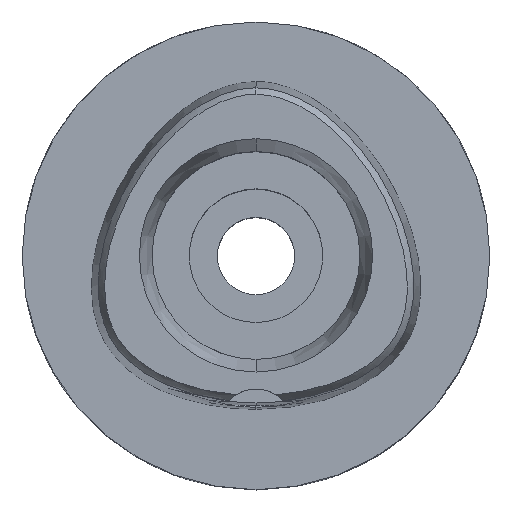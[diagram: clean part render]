
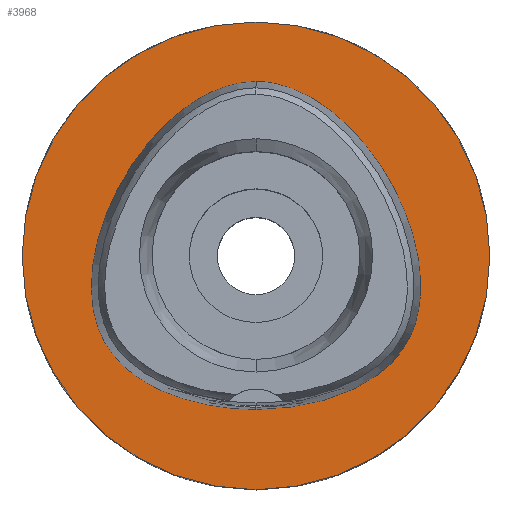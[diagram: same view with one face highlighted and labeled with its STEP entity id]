
A CAD part, top view. The second image highlights one B-rep face of the part: STEP entity #3968.
In plain terms, the highlighted planar face has unit normal (0, 0, 1).
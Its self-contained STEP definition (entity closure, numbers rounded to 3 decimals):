
#9 = VERTEX_POINT ( 'NONE', #2866 ) ;
#31 = AXIS2_PLACEMENT_3D ( 'NONE', #2829, #2016, #115 ) ;
#85 = DIRECTION ( 'NONE',  ( 0., 0., -1. ) ) ;
#89 = CARTESIAN_POINT ( 'NONE',  ( 0., -20.675, 0. ) ) ;
#98 = EDGE_LOOP ( 'NONE', ( #3876, #235 ) ) ;
#115 = DIRECTION ( 'NONE',  ( 0., -1., 0. ) ) ;
#136 = CARTESIAN_POINT ( 'NONE',  ( -22.057, -6.848, 0. ) ) ;
#160 = CARTESIAN_POINT ( 'NONE',  ( -2.565, 23.293, 0. ) ) ;
#194 = CARTESIAN_POINT ( 'NONE',  ( 14.408, 15.641, 0. ) ) ;
#216 = CARTESIAN_POINT ( 'NONE',  ( 19.649, -12.825, 0. ) ) ;
#235 = ORIENTED_EDGE ( 'NONE', *, *, #3842, .F. ) ;
#297 = EDGE_CURVE ( 'NONE', #9, #627, #1246, .T. ) ;
#439 = DIRECTION ( 'NONE',  ( 0., 1., 0. ) ) ;
#506 = CARTESIAN_POINT ( 'NONE',  ( -20.749, 4.657, 0. ) ) ;
#594 = CARTESIAN_POINT ( 'NONE',  ( 0., -20.675, 0. ) ) ;
#627 = VERTEX_POINT ( 'NONE', #2481 ) ;
#641 = CARTESIAN_POINT ( 'NONE',  ( 20.749, 4.657, 0. ) ) ;
#663 = EDGE_CURVE ( 'NONE', #627, #9, #2689, .T. ) ;
#904 = PLANE ( 'NONE',  #31 ) ;
#917 = CARTESIAN_POINT ( 'NONE',  ( -5.098, 22.526, 0. ) ) ;
#949 = CARTESIAN_POINT ( 'NONE',  ( -6.341, -20.298, 0. ) ) ;
#963 = CARTESIAN_POINT ( 'NONE',  ( 22.245, -4.1, 0. ) ) ;
#979 = CARTESIAN_POINT ( 'NONE',  ( 0.855, 23.475, 0. ) ) ;
#985 = CARTESIAN_POINT ( 'NONE',  ( -14.408, 15.641, 0. ) ) ;
#1026 = CARTESIAN_POINT ( 'NONE',  ( 18.568, -14.169, 0. ) ) ;
#1061 = EDGE_CURVE ( 'NONE', #2338, #3992, #2026, .T. ) ;
#1246 = CIRCLE ( 'NONE', #4455, 31.5 ) ;
#1287 = CARTESIAN_POINT ( 'NONE',  ( -18.568, -14.169, 0. ) ) ;
#1305 = CARTESIAN_POINT ( 'NONE',  ( -19.649, -12.825, 0. ) ) ;
#1311 = ORIENTED_EDGE ( 'NONE', *, *, #663, .F. ) ;
#1348 = CARTESIAN_POINT ( 'NONE',  ( 10.746, 19.174, 0. ) ) ;
#1441 = CARTESIAN_POINT ( 'NONE',  ( 20.932, -10.604, 0. ) ) ;
#1661 = CARTESIAN_POINT ( 'NONE',  ( -21.555, -8.996, 0. ) ) ;
#1875 = AXIS2_PLACEMENT_3D ( 'NONE', #3031, #3754, #4542 ) ;
#2016 = DIRECTION ( 'NONE',  ( 0., 0., -1. ) ) ;
#2026 = B_SPLINE_CURVE_WITH_KNOTS ( 'NONE', 3,
 ( #3610, #3631, #160, #917, #3586, #2109, #985, #3204, #506, #2512, #4774, #136, #1661, #4753, #4438, #1305, #1287, #2821, #4366, #4060, #949, #2450, #3990 ),
 .UNSPECIFIED., .F., .F.,
 ( 4, 1, 1, 1, 1, 1, 1, 1, 1, 1, 1, 1, 1, 1, 1, 1, 1, 1, 1, 1, 4 ),
 ( 0., 0.042, 0.083, 0.125, 0.167, 0.25, 0.333, 0.417, 0.5, 0.542, 0.583, 0.625, 0.646, 0.667, 0.688, 0.708, 0.75, 0.792, 0.833, 0.917, 1. ),
 .UNSPECIFIED. ) ;
#2109 = CARTESIAN_POINT ( 'NONE',  ( -10.746, 19.174, 0. ) ) ;
#2131 = CARTESIAN_POINT ( 'NONE',  ( 6.341, -20.298, 0. ) ) ;
#2181 = CARTESIAN_POINT ( 'NONE',  ( 5.098, 22.526, 0. ) ) ;
#2338 = VERTEX_POINT ( 'NONE', #2792 ) ;
#2450 = CARTESIAN_POINT ( 'NONE',  ( -2.114, -20.675, 0. ) ) ;
#2481 = CARTESIAN_POINT ( 'NONE',  ( 0., -31.5, 0. ) ) ;
#2489 = CARTESIAN_POINT ( 'NONE',  ( 7.571, 21.315, 0. ) ) ;
#2512 = CARTESIAN_POINT ( 'NONE',  ( -21.978, -0.281, 0. ) ) ;
#2557 = CARTESIAN_POINT ( 'NONE',  ( 21.555, -8.996, 0. ) ) ;
#2578 = CARTESIAN_POINT ( 'NONE',  ( 20.35, -11.749, 0. ) ) ;
#2689 = CIRCLE ( 'NONE', #1875, 31.5 ) ;
#2792 = CARTESIAN_POINT ( 'NONE',  ( 0., 23.475, 0. ) ) ;
#2821 = CARTESIAN_POINT ( 'NONE',  ( -16.959, -15.678, 0. ) ) ;
#2829 = CARTESIAN_POINT ( 'NONE',  ( 0., 0., 0. ) ) ;
#2866 = CARTESIAN_POINT ( 'NONE',  ( 0., 31.5, 0. ) ) ;
#2882 = B_SPLINE_CURVE_WITH_KNOTS ( 'NONE', 3,
 ( #594, #3366, #2131, #4915, #3668, #4079, #1026, #216, #2578, #1441, #2557, #4100, #963, #4817, #641, #3643, #194, #1348, #2489, #2181, #4889, #979, #3711 ),
 .UNSPECIFIED., .F., .F.,
 ( 4, 1, 1, 1, 1, 1, 1, 1, 1, 1, 1, 1, 1, 1, 1, 1, 1, 1, 1, 1, 4 ),
 ( 0., 0.083, 0.167, 0.208, 0.25, 0.292, 0.313, 0.333, 0.354, 0.375, 0.417, 0.458, 0.5, 0.583, 0.667, 0.75, 0.833, 0.875, 0.917, 0.958, 1. ),
 .UNSPECIFIED. ) ;
#3031 = CARTESIAN_POINT ( 'NONE',  ( 0., 0., 0. ) ) ;
#3204 = CARTESIAN_POINT ( 'NONE',  ( -18.068, 10.432, 0. ) ) ;
#3366 = CARTESIAN_POINT ( 'NONE',  ( 2.114, -20.675, 0. ) ) ;
#3541 = CARTESIAN_POINT ( 'NONE',  ( 0., 0., 0. ) ) ;
#3546 = FACE_BOUND ( 'NONE', #98, .T. ) ;
#3586 = CARTESIAN_POINT ( 'NONE',  ( -7.571, 21.315, 0. ) ) ;
#3610 = CARTESIAN_POINT ( 'NONE',  ( 0., 23.475, 0. ) ) ;
#3631 = CARTESIAN_POINT ( 'NONE',  ( -0.855, 23.475, 0. ) ) ;
#3643 = CARTESIAN_POINT ( 'NONE',  ( 18.068, 10.432, 0. ) ) ;
#3668 = CARTESIAN_POINT ( 'NONE',  ( 14.673, -17.214, 0. ) ) ;
#3711 = CARTESIAN_POINT ( 'NONE',  ( 0., 23.475, 0. ) ) ;
#3754 = DIRECTION ( 'NONE',  ( 0., 0., -1. ) ) ;
#3842 = EDGE_CURVE ( 'NONE', #3992, #2338, #2882, .T. ) ;
#3876 = ORIENTED_EDGE ( 'NONE', *, *, #1061, .F. ) ;
#3968 = ADVANCED_FACE ( 'NONE', ( #4352, #3546 ), #904, .F. ) ;
#3990 = CARTESIAN_POINT ( 'NONE',  ( 0., -20.675, 0. ) ) ;
#3992 = VERTEX_POINT ( 'NONE', #89 ) ;
#4060 = CARTESIAN_POINT ( 'NONE',  ( -11.233, -18.893, 0. ) ) ;
#4079 = CARTESIAN_POINT ( 'NONE',  ( 16.959, -15.678, 0. ) ) ;
#4100 = CARTESIAN_POINT ( 'NONE',  ( 22.057, -6.848, 0. ) ) ;
#4352 = FACE_OUTER_BOUND ( 'NONE', #4511, .T. ) ;
#4366 = CARTESIAN_POINT ( 'NONE',  ( -14.673, -17.214, 0. ) ) ;
#4438 = CARTESIAN_POINT ( 'NONE',  ( -20.35, -11.749, 0. ) ) ;
#4455 = AXIS2_PLACEMENT_3D ( 'NONE', #3541, #85, #439 ) ;
#4511 = EDGE_LOOP ( 'NONE', ( #4951, #1311 ) ) ;
#4542 = DIRECTION ( 'NONE',  ( 0., -1., 0. ) ) ;
#4753 = CARTESIAN_POINT ( 'NONE',  ( -20.932, -10.604, 0. ) ) ;
#4774 = CARTESIAN_POINT ( 'NONE',  ( -22.245, -4.1, 0. ) ) ;
#4817 = CARTESIAN_POINT ( 'NONE',  ( 21.978, -0.281, 0. ) ) ;
#4889 = CARTESIAN_POINT ( 'NONE',  ( 2.565, 23.293, 0. ) ) ;
#4915 = CARTESIAN_POINT ( 'NONE',  ( 11.233, -18.893, 0. ) ) ;
#4951 = ORIENTED_EDGE ( 'NONE', *, *, #297, .F. ) ;
